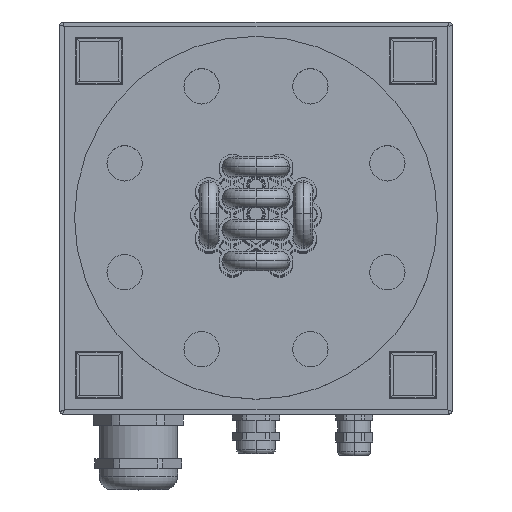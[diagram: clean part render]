
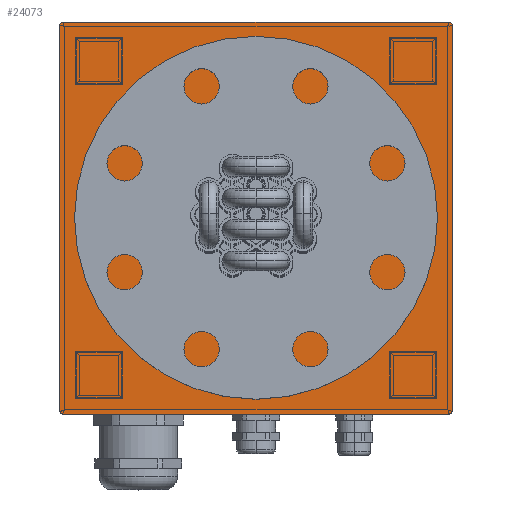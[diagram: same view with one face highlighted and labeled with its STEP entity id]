
A CAD part, top view. The second image highlights one B-rep face of the part: STEP entity #24073.
In plain terms, the highlighted face is planar.
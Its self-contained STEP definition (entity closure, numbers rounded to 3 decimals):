
#904 = VERTEX_POINT ( 'NONE', #3231 ) ;
#1483 = CARTESIAN_POINT ( 'NONE',  ( -100., 98., -4. ) ) ;
#1714 = EDGE_CURVE ( 'NONE', #26480, #31052, #33076, .T. ) ;
#2157 = EDGE_CURVE ( 'NONE', #30871, #10976, #10862, .T. ) ;
#2889 = AXIS2_PLACEMENT_3D ( 'NONE', #25561, #17026, #12018 ) ;
#3231 = CARTESIAN_POINT ( 'NONE',  ( -100., 98., -4. ) ) ;
#3923 = DIRECTION ( 'NONE',  ( -1., 0., 0. ) ) ;
#4343 = VERTEX_POINT ( 'NONE', #30734 ) ;
#4769 = EDGE_CURVE ( 'NONE', #32549, #4343, #14823, .T. ) ;
#5217 = AXIS2_PLACEMENT_3D ( 'NONE', #16807, #11078, #8422 ) ;
#6416 = CIRCLE ( 'NONE', #9829, 45.45 ) ;
#6564 = FACE_OUTER_BOUND ( 'NONE', #31220, .T. ) ;
#6584 = LINE ( 'NONE', #17459, #10117 ) ;
#6751 = EDGE_CURVE ( 'NONE', #4343, #904, #31699, .T. ) ;
#6881 = EDGE_CURVE ( 'NONE', #31628, #22458, #7230, .T. ) ;
#7230 = CIRCLE ( 'NONE', #10069, 2. ) ;
#7235 = DIRECTION ( 'NONE',  ( 1., 0., 0. ) ) ;
#7249 = FACE_BOUND ( 'NONE', #16135, .T. ) ;
#7565 = EDGE_CURVE ( 'NONE', #31052, #15852, #6584, .T. ) ;
#8422 = DIRECTION ( 'NONE',  ( -1., 0., 0. ) ) ;
#8691 = CARTESIAN_POINT ( 'NONE',  ( -100., -98., -4. ) ) ;
#9702 = LINE ( 'NONE', #31104, #24633 ) ;
#9802 = CIRCLE ( 'NONE', #5217, 2. ) ;
#9812 = DIRECTION ( 'NONE',  ( 1., 0., 0. ) ) ;
#9829 = AXIS2_PLACEMENT_3D ( 'NONE', #29775, #24233, #35134 ) ;
#9907 = DIRECTION ( 'NONE',  ( 0., 0., 1. ) ) ;
#10069 = AXIS2_PLACEMENT_3D ( 'NONE', #31131, #9907, #7235 ) ;
#10117 = VECTOR ( 'NONE', #19611, 1000. ) ;
#10324 = EDGE_CURVE ( 'NONE', #10976, #30871, #6416, .T. ) ;
#10840 = ORIENTED_EDGE ( 'NONE', *, *, #11727, .F. ) ;
#10862 = CIRCLE ( 'NONE', #2889, 45.45 ) ;
#10976 = VERTEX_POINT ( 'NONE', #26281 ) ;
#11078 = DIRECTION ( 'NONE',  ( 0., 0., 1. ) ) ;
#11727 = EDGE_CURVE ( 'NONE', #15852, #32549, #9802, .T. ) ;
#12018 = DIRECTION ( 'NONE',  ( 1., 0., 0. ) ) ;
#12241 = DIRECTION ( 'NONE',  ( -1., 0., 0. ) ) ;
#12695 = CARTESIAN_POINT ( 'NONE',  ( 100., -98., -4. ) ) ;
#14411 = ORIENTED_EDGE ( 'NONE', *, *, #1714, .F. ) ;
#14823 = LINE ( 'NONE', #22998, #26541 ) ;
#15184 = ORIENTED_EDGE ( 'NONE', *, *, #4769, .F. ) ;
#15852 = VERTEX_POINT ( 'NONE', #21424 ) ;
#16135 = EDGE_LOOP ( 'NONE', ( #30196, #29746 ) ) ;
#16807 = CARTESIAN_POINT ( 'NONE',  ( 98., 98., -4. ) ) ;
#16860 = EDGE_CURVE ( 'NONE', #904, #31628, #17906, .T. ) ;
#16893 = DIRECTION ( 'NONE',  ( 0., 0., 1. ) ) ;
#17026 = DIRECTION ( 'NONE',  ( 0., 0., 1. ) ) ;
#17459 = CARTESIAN_POINT ( 'NONE',  ( 100., 98., -4. ) ) ;
#17906 = LINE ( 'NONE', #1483, #18099 ) ;
#18099 = VECTOR ( 'NONE', #34304, 1000. ) ;
#19372 = ORIENTED_EDGE ( 'NONE', *, *, #34840, .F. ) ;
#19418 = ORIENTED_EDGE ( 'NONE', *, *, #7565, .F. ) ;
#19565 = CARTESIAN_POINT ( 'NONE',  ( -98., 98., -4. ) ) ;
#19611 = DIRECTION ( 'NONE',  ( 0., 1., 0. ) ) ;
#20270 = CARTESIAN_POINT ( 'NONE',  ( 98., 98., -4. ) ) ;
#20439 = DIRECTION ( 'NONE',  ( 0., 0., -1. ) ) ;
#20561 = DIRECTION ( 'NONE',  ( 1., 0., 0. ) ) ;
#20922 = ORIENTED_EDGE ( 'NONE', *, *, #6751, .F. ) ;
#21424 = CARTESIAN_POINT ( 'NONE',  ( 100., 98., -4. ) ) ;
#22129 = CARTESIAN_POINT ( 'NONE',  ( 98., 100., -4. ) ) ;
#22169 = ORIENTED_EDGE ( 'NONE', *, *, #16860, .F. ) ;
#22458 = VERTEX_POINT ( 'NONE', #27033 ) ;
#22998 = CARTESIAN_POINT ( 'NONE',  ( -98., 100., -4. ) ) ;
#23194 = ORIENTED_EDGE ( 'NONE', *, *, #6881, .F. ) ;
#24073 = ADVANCED_FACE ( 'NONE', ( #7249, #6564 ), #31664, .T. ) ;
#24233 = DIRECTION ( 'NONE',  ( 0., 0., 1. ) ) ;
#24278 = AXIS2_PLACEMENT_3D ( 'NONE', #19565, #16893, #24710 ) ;
#24633 = VECTOR ( 'NONE', #20561, 1000. ) ;
#24710 = DIRECTION ( 'NONE',  ( 1., 0., 0. ) ) ;
#25561 = CARTESIAN_POINT ( 'NONE',  ( 0., 0., -4. ) ) ;
#25899 = CARTESIAN_POINT ( 'NONE',  ( -45.45, 0., -4. ) ) ;
#26281 = CARTESIAN_POINT ( 'NONE',  ( 45.45, 0., -4. ) ) ;
#26480 = VERTEX_POINT ( 'NONE', #30488 ) ;
#26541 = VECTOR ( 'NONE', #3923, 1000. ) ;
#26801 = AXIS2_PLACEMENT_3D ( 'NONE', #34243, #32193, #9812 ) ;
#27033 = CARTESIAN_POINT ( 'NONE',  ( -98., -100., -4. ) ) ;
#27622 = AXIS2_PLACEMENT_3D ( 'NONE', #20270, #20439, #12241 ) ;
#29746 = ORIENTED_EDGE ( 'NONE', *, *, #2157, .T. ) ;
#29775 = CARTESIAN_POINT ( 'NONE',  ( 0., 0., -4. ) ) ;
#30196 = ORIENTED_EDGE ( 'NONE', *, *, #10324, .T. ) ;
#30488 = CARTESIAN_POINT ( 'NONE',  ( 98., -100., -4. ) ) ;
#30734 = CARTESIAN_POINT ( 'NONE',  ( -98., 100., -4. ) ) ;
#30871 = VERTEX_POINT ( 'NONE', #25899 ) ;
#31052 = VERTEX_POINT ( 'NONE', #12695 ) ;
#31104 = CARTESIAN_POINT ( 'NONE',  ( -98., -100., -4. ) ) ;
#31131 = CARTESIAN_POINT ( 'NONE',  ( -98., -98., -4. ) ) ;
#31220 = EDGE_LOOP ( 'NONE', ( #10840, #19418, #14411, #19372, #23194, #22169, #20922, #15184 ) ) ;
#31628 = VERTEX_POINT ( 'NONE', #8691 ) ;
#31664 = PLANE ( 'NONE',  #27622 ) ;
#31699 = CIRCLE ( 'NONE', #24278, 2. ) ;
#32193 = DIRECTION ( 'NONE',  ( 0., 0., 1. ) ) ;
#32549 = VERTEX_POINT ( 'NONE', #22129 ) ;
#33076 = CIRCLE ( 'NONE', #26801, 2. ) ;
#34243 = CARTESIAN_POINT ( 'NONE',  ( 98., -98., -4. ) ) ;
#34304 = DIRECTION ( 'NONE',  ( 0., -1., 0. ) ) ;
#34840 = EDGE_CURVE ( 'NONE', #22458, #26480, #9702, .T. ) ;
#35134 = DIRECTION ( 'NONE',  ( 1., 0., 0. ) ) ;
